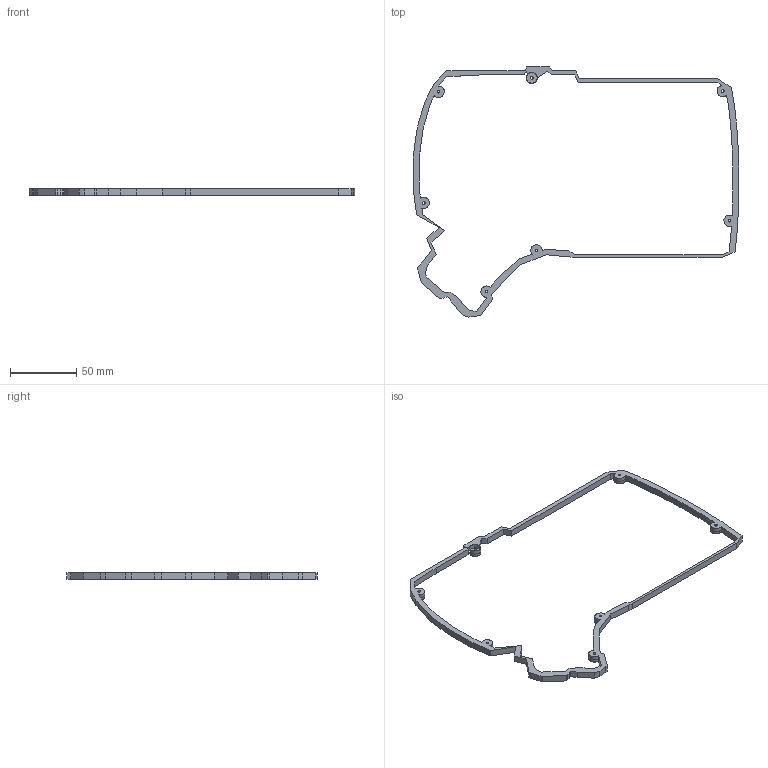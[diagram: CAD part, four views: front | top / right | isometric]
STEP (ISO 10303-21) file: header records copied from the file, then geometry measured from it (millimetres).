
FILE_DESCRIPTION(('Open CASCADE Model'),'2;1');
FILE_NAME('Open CASCADE Shape Model','2021-12-12T20:06:47',('Author'),( 'Open CASCADE'),'Open CASCADE STEP processor 7.5','Open CASCADE 7.5' ,'Unknown');
FILE_SCHEMA(('AUTOMOTIVE_DESIGN { 1 0 10303 214 1 1 1 1 }'));
Length unit declared in the file: millimetre
Products named in the file (1): Open CASCADE STEP translator 7.5 3
Bounding box: 245.31 x 188.34 x 5 mm (x, y, z)
Volume: 14676.7 mm3; surface area: 14997.9 mm2
Topology: 1 solids, 1 shells, 144 faces, 403 edges, 269 vertices
Faces by surface type: plane 123, cylinder 21
Full cylindrical faces by diameter (mm): 2 x7, 8 x7, 8.51 x1
Entity records: 9884 total; most frequent: CARTESIAN_POINT 1665, DIRECTION 1535, LINE 1122, VECTOR 1122, ORIENTED_EDGE 806, PCURVE 806, DEFINITIONAL_REPRESENTATION 806, EDGE_CURVE 403
